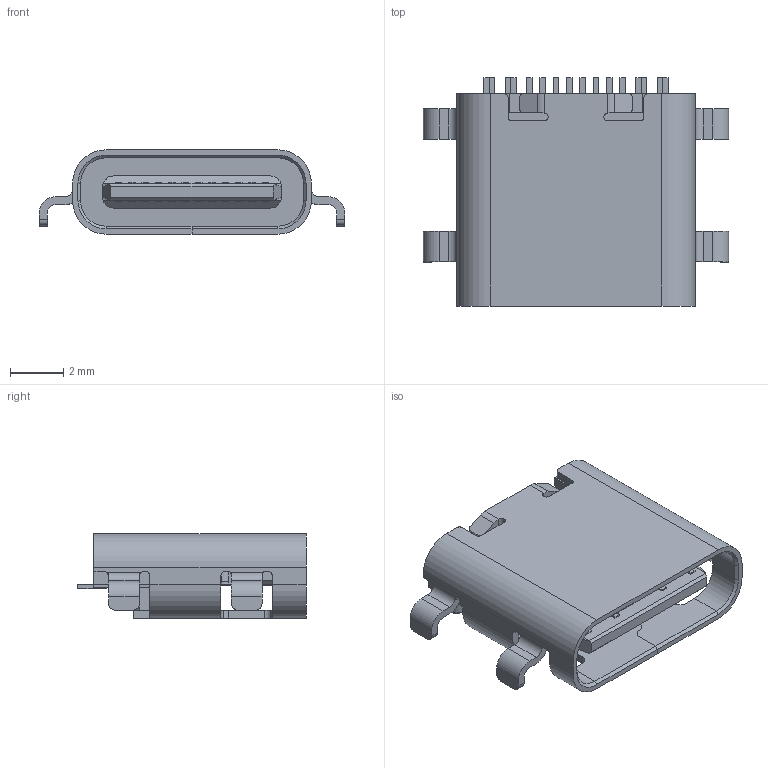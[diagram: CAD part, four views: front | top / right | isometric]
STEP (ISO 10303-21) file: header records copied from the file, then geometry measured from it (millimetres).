
FILE_DESCRIPTION(('HOOPS Exchange Step'),'2;1');
FILE_NAME('temp_export','2024-05-19T15:10:21-04:00',('jscotto'),('Shapr3D Limited'),'HOOPS Exchange 2024.2','Shapr3D','Authorized');
FILE_SCHEMA( ('AUTOMOTIVE_DESIGN { 1 0 10303 214 1 1 1 1 }') );
Length unit declared in the file: millimetre
Products named in the file (4): Shroud:1; Plastic Body & Connector:1; USB_C_HRO_TYPE-C-31-M-14.step; root
Assembly tree (3 placements, depth 3):
  root
    USB_C_HRO_TYPE-C-31-M-14.step
      Shroud:1
      Plastic Body & Connector:1
Bounding box: 11.45 x 8.56 x 3.16 mm (x, y, z)
Volume: 118.8 mm3; surface area: 499.1 mm2
Topology: 2 solids, 2 shells, 502 faces, 1457 edges, 958 vertices
Faces by surface type: plane 324, cylinder 160, bspline 12, cone 6
Full cylindrical faces by diameter (mm): 0.6 x2
Entity records: 17004 total; most frequent: CARTESIAN_POINT 3381, ORIENTED_EDGE 2914, DIRECTION 2731, EDGE_CURVE 1457, VECTOR 1099, LINE 1099, VERTEX_POINT 958, AXIS2_PLACEMENT_3D 816
